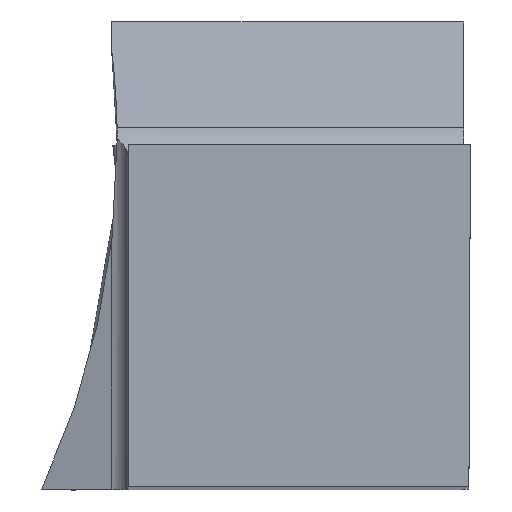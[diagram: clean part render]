
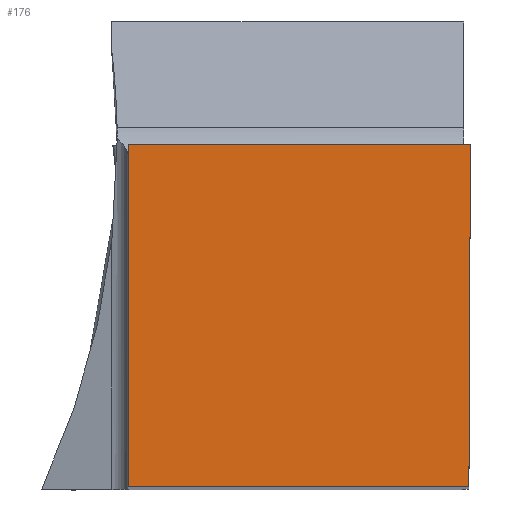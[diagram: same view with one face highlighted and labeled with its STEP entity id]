
A CAD part, top view. The second image highlights one B-rep face of the part: STEP entity #176.
In plain terms, the highlighted planar face has unit normal (0, 0, 1).
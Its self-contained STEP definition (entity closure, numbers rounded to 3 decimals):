
#121=PLANE('',#1473);
#176=ADVANCED_FACE('CU_BACK_SU1',(#253),#121,.F.);
#253=FACE_OUTER_BOUND('',#319,.T.);
#319=EDGE_LOOP('',(#790,#791,#792,#793));
#417=LINE('',#2110,#543);
#422=LINE('',#2144,#548);
#425=LINE('',#2150,#551);
#443=LINE('',#2213,#569);
#543=VECTOR('',#1625,1.);
#548=VECTOR('',#1638,1.);
#551=VECTOR('',#1643,1.);
#569=VECTOR('',#1685,1.);
#790=ORIENTED_EDGE('',*,*,#1217,.T.);
#791=ORIENTED_EDGE('',*,*,#1226,.T.);
#792=ORIENTED_EDGE('',*,*,#1229,.T.);
#793=ORIENTED_EDGE('',*,*,#1251,.F.);
#1085=VERTEX_POINT('',#2109);
#1086=VERTEX_POINT('',#2111);
#1091=VERTEX_POINT('',#2143);
#1093=VERTEX_POINT('',#2149);
#1217=EDGE_CURVE('',#1086,#1085,#417,.T.);
#1226=EDGE_CURVE('',#1085,#1091,#422,.T.);
#1229=EDGE_CURVE('',#1091,#1093,#425,.T.);
#1251=EDGE_CURVE('',#1086,#1093,#443,.T.);
#1473=AXIS2_PLACEMENT_3D('',#2214,#1686,#1687);
#1625=DIRECTION('',(1.,0.,0.));
#1638=DIRECTION('',(0.004,1.,0.));
#1643=DIRECTION('',(-1.,0.,0.));
#1685=DIRECTION('',(0.,1.,0.));
#1686=DIRECTION('',(0.,0.,-1.));
#1687=DIRECTION('',(0.,-1.,0.));
#2109=CARTESIAN_POINT('',(-0.11,0.,0.));
#2110=CARTESIAN_POINT('',(23.264,0.,0.));
#2111=CARTESIAN_POINT('',(-25.273,0.,0.));
#2143=CARTESIAN_POINT('',(0.,25.273,0.));
#2144=CARTESIAN_POINT('',(0.088,45.374,0.));
#2149=CARTESIAN_POINT('',(-25.273,25.273,0.));
#2150=CARTESIAN_POINT('',(23.264,25.273,0.));
#2213=CARTESIAN_POINT('',(-25.273,45.273,0.));
#2214=CARTESIAN_POINT('',(23.264,45.273,0.));
